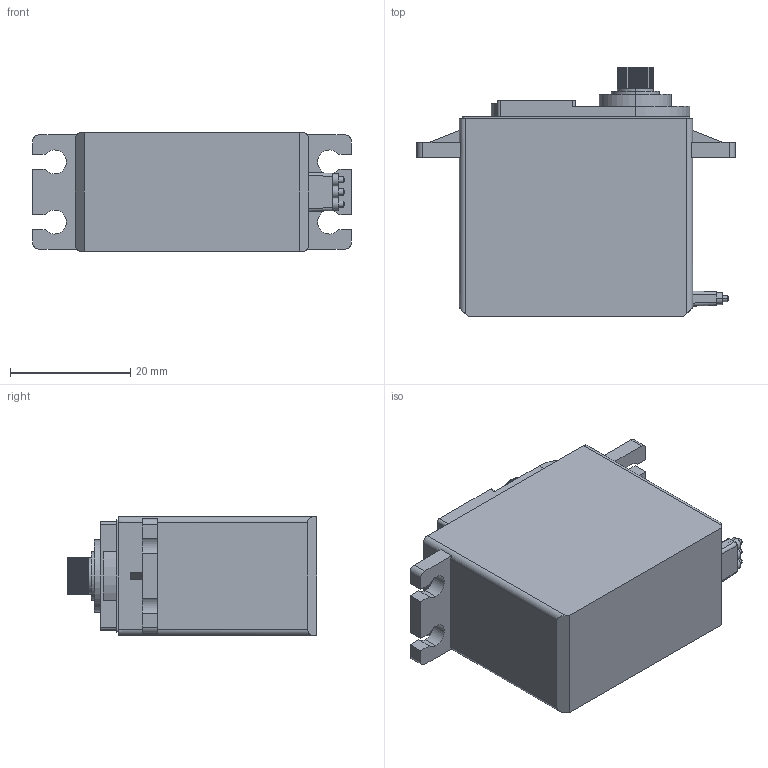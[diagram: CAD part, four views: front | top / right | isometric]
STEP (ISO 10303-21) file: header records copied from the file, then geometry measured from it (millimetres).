
FILE_DESCRIPTION (( 'STEP AP214' ), '1' );
FILE_NAME ('Servo.STEP', '2011-11-27T17:55:43', ( 'JuanEs Peace' ), ( '' ), 'SwSTEP 2.0', 'SolidWorks 2011', '' );
FILE_SCHEMA (( 'AUTOMOTIVE_DESIGN' ));
Length unit declared in the file: millimetre
Products named in the file (1): Servo
Bounding box: 53 x 41.5 x 19.8 mm (x, y, z)
Volume: 27604.9 mm3; surface area: 6745.3 mm2
Topology: 6 solids, 6 shells, 345 faces, 974 edges, 647 vertices
Faces by surface type: plane 279, cylinder 60, cone 6
Entity records: 11501 total; most frequent: CARTESIAN_POINT 2003, ORIENTED_EDGE 1948, DIRECTION 1917, EDGE_CURVE 974, VECTOR 699, LINE 699, VERTEX_POINT 647, AXIS2_PLACEMENT_3D 609
